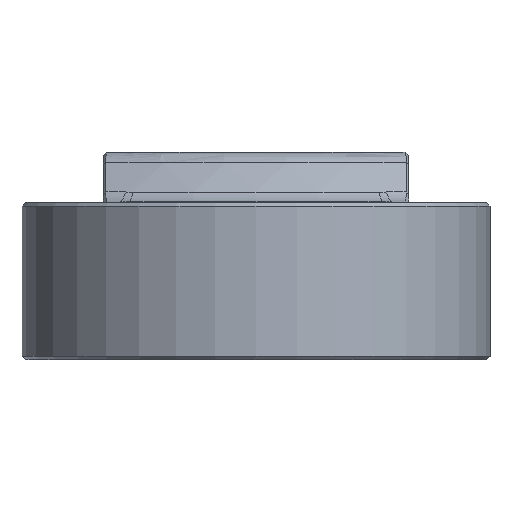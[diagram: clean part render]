
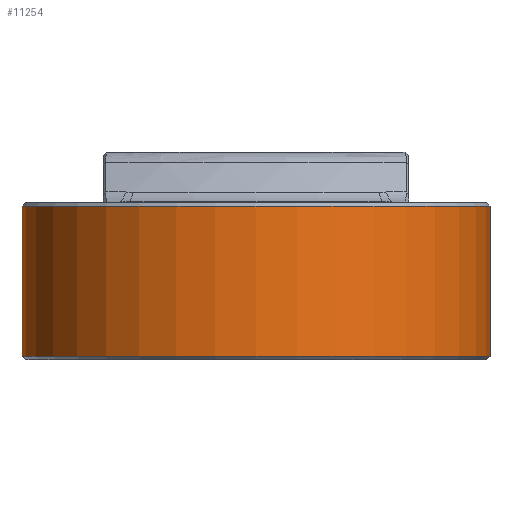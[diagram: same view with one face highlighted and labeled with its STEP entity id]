
A CAD part, front view. The second image highlights one B-rep face of the part: STEP entity #11254.
In plain terms, the highlighted cylindrical face has radius 65 mm (diameter 130 mm), a partial arc.
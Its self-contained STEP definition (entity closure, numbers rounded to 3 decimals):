
#152 = LINE ( 'NONE', #13188, #10732 ) ;
#291 = CARTESIAN_POINT ( 'NONE',  ( -65., -250., 4.5 ) ) ;
#616 = ORIENTED_EDGE ( 'NONE', *, *, #3014, .T. ) ;
#1569 = EDGE_LOOP ( 'NONE', ( #10704, #15219, #6068, #616 ) ) ;
#2399 = VERTEX_POINT ( 'NONE', #13242 ) ;
#3014 = EDGE_CURVE ( 'NONE', #2399, #12072, #13778, .T. ) ;
#3233 = EDGE_CURVE ( 'NONE', #9702, #12072, #152, .T. ) ;
#3472 = CARTESIAN_POINT ( 'NONE',  ( 65., -250., -37.2 ) ) ;
#3704 = CYLINDRICAL_SURFACE ( 'NONE', #13004, 65. ) ;
#3817 = DIRECTION ( 'NONE',  ( 0., 0., 1. ) ) ;
#4071 = DIRECTION ( 'NONE',  ( 1., 0., 0. ) ) ;
#4221 = DIRECTION ( 'NONE',  ( 0., 0., -1. ) ) ;
#4564 = CIRCLE ( 'NONE', #15150, 65. ) ;
#4597 = EDGE_CURVE ( 'NONE', #9752, #2399, #11798, .T. ) ;
#4728 = AXIS2_PLACEMENT_3D ( 'NONE', #10124, #4221, #15096 ) ;
#5815 = CARTESIAN_POINT ( 'NONE',  ( 65., -250., -3.5 ) ) ;
#6068 = ORIENTED_EDGE ( 'NONE', *, *, #4597, .T. ) ;
#6069 = CARTESIAN_POINT ( 'NONE',  ( -65., -250., -37.2 ) ) ;
#7611 = EDGE_CURVE ( 'NONE', #9702, #9752, #4564, .T. ) ;
#7779 = DIRECTION ( 'NONE',  ( 0., 0., 1. ) ) ;
#8433 = FACE_OUTER_BOUND ( 'NONE', #1569, .T. ) ;
#8520 = DIRECTION ( 'NONE',  ( 0., 0., 1. ) ) ;
#8888 = VECTOR ( 'NONE', #10768, 1000. ) ;
#9702 = VERTEX_POINT ( 'NONE', #6069 ) ;
#9752 = VERTEX_POINT ( 'NONE', #3472 ) ;
#9920 = CARTESIAN_POINT ( 'NONE',  ( 0., -250., -3.5 ) ) ;
#10046 = CARTESIAN_POINT ( 'NONE',  ( 0., -250., -37.2 ) ) ;
#10124 = CARTESIAN_POINT ( 'NONE',  ( 0., -250., 4.5 ) ) ;
#10704 = ORIENTED_EDGE ( 'NONE', *, *, #3233, .F. ) ;
#10732 = VECTOR ( 'NONE', #3817, 1000. ) ;
#10768 = DIRECTION ( 'NONE',  ( 0., 0., 1. ) ) ;
#10788 = DIRECTION ( 'NONE',  ( 1., 0., 0. ) ) ;
#11254 = ADVANCED_FACE ( 'NONE', ( #8433 ), #3704, .T. ) ;
#11798 = LINE ( 'NONE', #5815, #8888 ) ;
#12072 = VERTEX_POINT ( 'NONE', #291 ) ;
#13004 = AXIS2_PLACEMENT_3D ( 'NONE', #9920, #8520, #10788 ) ;
#13188 = CARTESIAN_POINT ( 'NONE',  ( -65., -250., -3.5 ) ) ;
#13242 = CARTESIAN_POINT ( 'NONE',  ( 65., -250., 4.5 ) ) ;
#13778 = CIRCLE ( 'NONE', #4728, 65. ) ;
#15096 = DIRECTION ( 'NONE',  ( 1., 0., 0. ) ) ;
#15150 = AXIS2_PLACEMENT_3D ( 'NONE', #10046, #7779, #4071 ) ;
#15219 = ORIENTED_EDGE ( 'NONE', *, *, #7611, .T. ) ;
